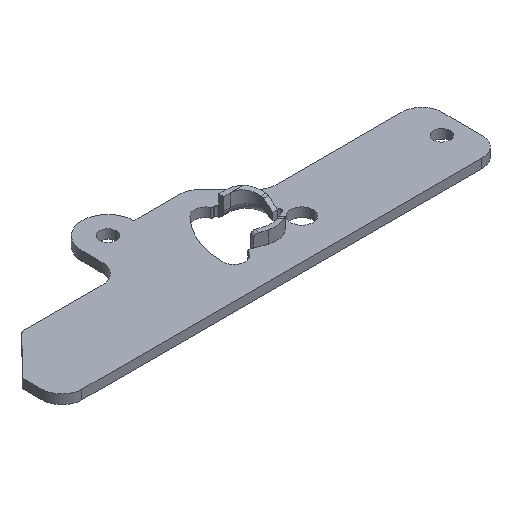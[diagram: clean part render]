
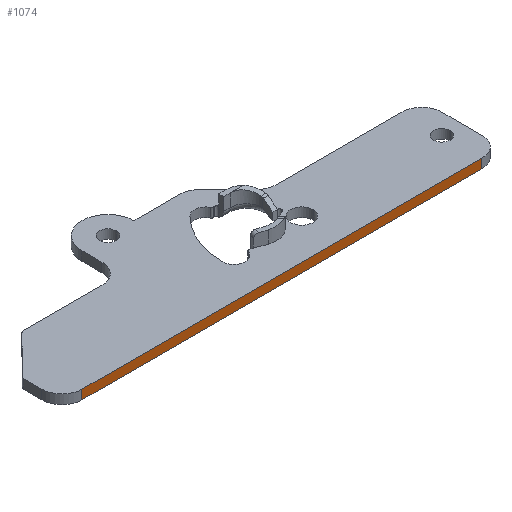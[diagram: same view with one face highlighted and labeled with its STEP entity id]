
A CAD part, isometric view. The second image highlights one B-rep face of the part: STEP entity #1074.
In plain terms, the highlighted planar face has unit normal (0, -1, 0).
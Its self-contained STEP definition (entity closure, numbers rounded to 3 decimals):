
#5 = EDGE_CURVE ( 'NONE', #791, #750, #498, .T. ) ;
#6 = EDGE_CURVE ( 'NONE', #790, #751, #501, .T. ) ;
#157 = VECTOR ( 'NONE', #503, 1000. ) ;
#158 = VECTOR ( 'NONE', #500, 1000. ) ;
#498 = LINE ( 'NONE', #499, #158 ) ;
#499 = CARTESIAN_POINT ( 'NONE',  ( -65., -10., 2.3 ) ) ;
#500 = DIRECTION ( 'NONE',  ( 0., 0., -1. ) ) ;
#501 = LINE ( 'NONE', #502, #157 ) ;
#502 = CARTESIAN_POINT ( 'NONE',  ( 35., -10., 2.3 ) ) ;
#503 = DIRECTION ( 'NONE',  ( 0., 0., -1. ) ) ;
#591 = LINE ( 'NONE', #592, #2137 ) ;
#592 = CARTESIAN_POINT ( 'NONE',  ( 35., -10., 2.3 ) ) ;
#593 = DIRECTION ( 'NONE',  ( -1., 0., 0. ) ) ;
#750 = VERTEX_POINT ( 'NONE', #1544 ) ;
#751 = VERTEX_POINT ( 'NONE', #1545 ) ;
#790 = VERTEX_POINT ( 'NONE', #1584 ) ;
#791 = VERTEX_POINT ( 'NONE', #1585 ) ;
#1074 = ADVANCED_FACE ( 'NONE', ( #2217 ), #1124, .F. ) ;
#1124 = PLANE ( 'NONE',  #2216 ) ;
#1125 = CARTESIAN_POINT ( 'NONE',  ( 35., -10., 2.3 ) ) ;
#1126 = DIRECTION ( 'NONE',  ( 0., 1., 0. ) ) ;
#1127 = DIRECTION ( 'NONE',  ( 1., 0., 0. ) ) ;
#1361 = LINE ( 'NONE', #1362, #1457 ) ;
#1362 = CARTESIAN_POINT ( 'NONE',  ( 35., -10., 0. ) ) ;
#1363 = DIRECTION ( 'NONE',  ( -1., 0., 0. ) ) ;
#1457 = VECTOR ( 'NONE', #1363, 1000. ) ;
#1544 = CARTESIAN_POINT ( 'NONE',  ( -65., -10., 0. ) ) ;
#1545 = CARTESIAN_POINT ( 'NONE',  ( 35., -10., 0. ) ) ;
#1584 = CARTESIAN_POINT ( 'NONE',  ( 35., -10., 2.3 ) ) ;
#1585 = CARTESIAN_POINT ( 'NONE',  ( -65., -10., 2.3 ) ) ;
#1665 = ORIENTED_EDGE ( 'NONE', *, *, #1833, .T. ) ;
#1666 = ORIENTED_EDGE ( 'NONE', *, *, #6, .F. ) ;
#1667 = ORIENTED_EDGE ( 'NONE', *, *, #2187, .F. ) ;
#1668 = ORIENTED_EDGE ( 'NONE', *, *, #5, .T. ) ;
#1833 = EDGE_CURVE ( 'NONE', #790, #791, #591, .T. ) ;
#2137 = VECTOR ( 'NONE', #593, 1000. ) ;
#2187 = EDGE_CURVE ( 'NONE', #751, #750, #1361, .T. ) ;
#2216 = AXIS2_PLACEMENT_3D ( 'NONE', #1125, #1126, #1127 ) ;
#2217 = FACE_OUTER_BOUND ( 'NONE', #2229, .T. ) ;
#2229 = EDGE_LOOP ( 'NONE', ( #1667, #1666, #1665, #1668 ) ) ;
